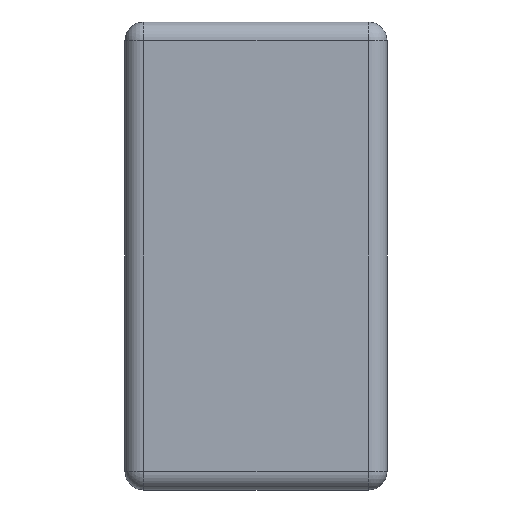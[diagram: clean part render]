
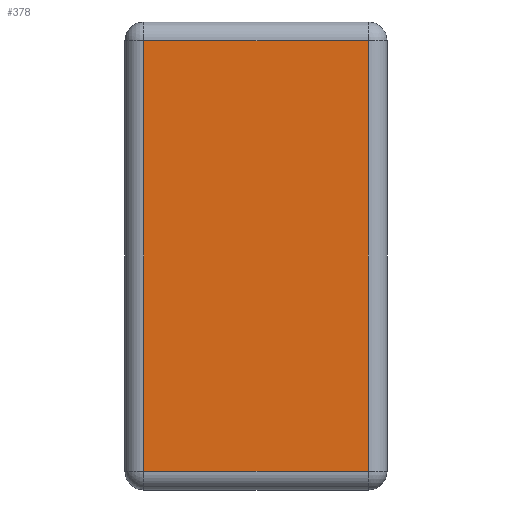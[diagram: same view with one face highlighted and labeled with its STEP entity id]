
A CAD part, left-side view. The second image highlights one B-rep face of the part: STEP entity #378.
In plain terms, the highlighted planar face has unit normal (-1, 0, 0).
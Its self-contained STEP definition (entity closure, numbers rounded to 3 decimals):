
#196 = VERTEX_POINT ( 'NONE', #1899 ) ;
#201 = CARTESIAN_POINT ( 'NONE',  ( -1., 2.096, -0.575 ) ) ;
#211 = VECTOR ( 'NONE', #2330, 1000. ) ;
#221 = CARTESIAN_POINT ( 'NONE',  ( -1., 0.05, -0.625 ) ) ;
#294 = EDGE_CURVE ( 'NONE', #2634, #2882, #2563, .T. ) ;
#378 = ADVANCED_FACE ( 'NONE', ( #1927 ), #1732, .F. ) ;
#421 = CARTESIAN_POINT ( 'NONE',  ( -1., 0.65, -0.625 ) ) ;
#476 = DIRECTION ( 'NONE',  ( 0., 0., 1. ) ) ;
#525 = VECTOR ( 'NONE', #476, 1000. ) ;
#559 = CARTESIAN_POINT ( 'NONE',  ( -1., 0.05, -0.575 ) ) ;
#592 = ORIENTED_EDGE ( 'NONE', *, *, #1245, .T. ) ;
#746 = VERTEX_POINT ( 'NONE', #559 ) ;
#849 = VECTOR ( 'NONE', #2429, 1000. ) ;
#875 = DIRECTION ( 'NONE',  ( 0., -1., 0. ) ) ;
#949 = EDGE_LOOP ( 'NONE', ( #2434, #592, #1054, #1277 ) ) ;
#1054 = ORIENTED_EDGE ( 'NONE', *, *, #2284, .T. ) ;
#1245 = EDGE_CURVE ( 'NONE', #746, #196, #1715, .T. ) ;
#1277 = ORIENTED_EDGE ( 'NONE', *, *, #294, .T. ) ;
#1293 = DIRECTION ( 'NONE',  ( 1., 0., 0. ) ) ;
#1376 = CARTESIAN_POINT ( 'NONE',  ( -1., 0.65, 0.575 ) ) ;
#1676 = CARTESIAN_POINT ( 'NONE',  ( -1., 0.65, -0.575 ) ) ;
#1715 = LINE ( 'NONE', #221, #525 ) ;
#1732 = PLANE ( 'NONE',  #2109 ) ;
#1744 = DIRECTION ( 'NONE',  ( 0., 0., -1. ) ) ;
#1899 = CARTESIAN_POINT ( 'NONE',  ( -1., 0.05, 0.575 ) ) ;
#1927 = FACE_OUTER_BOUND ( 'NONE', #949, .T. ) ;
#1950 = EDGE_CURVE ( 'NONE', #2882, #746, #2592, .T. ) ;
#2109 = AXIS2_PLACEMENT_3D ( 'NONE', #2239, #1293, #1744 ) ;
#2143 = LINE ( 'NONE', #2157, #849 ) ;
#2157 = CARTESIAN_POINT ( 'NONE',  ( -1., 2.096, 0.575 ) ) ;
#2239 = CARTESIAN_POINT ( 'NONE',  ( -1., 2.096, -0.625 ) ) ;
#2284 = EDGE_CURVE ( 'NONE', #196, #2634, #2143, .T. ) ;
#2330 = DIRECTION ( 'NONE',  ( 0., 0., -1. ) ) ;
#2429 = DIRECTION ( 'NONE',  ( 0., 1., 0. ) ) ;
#2434 = ORIENTED_EDGE ( 'NONE', *, *, #1950, .T. ) ;
#2563 = LINE ( 'NONE', #421, #211 ) ;
#2592 = LINE ( 'NONE', #201, #2757 ) ;
#2634 = VERTEX_POINT ( 'NONE', #1376 ) ;
#2757 = VECTOR ( 'NONE', #875, 1000. ) ;
#2882 = VERTEX_POINT ( 'NONE', #1676 ) ;
